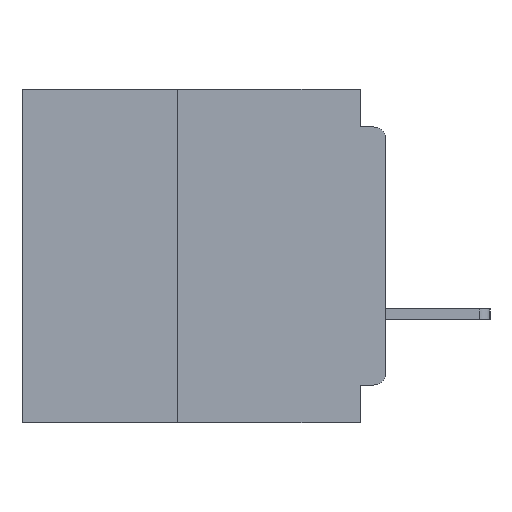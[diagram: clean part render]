
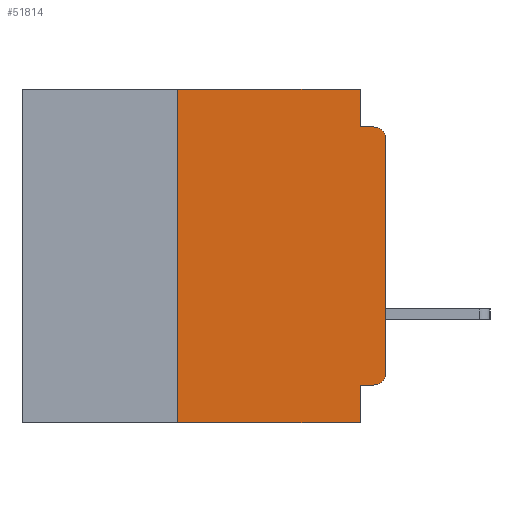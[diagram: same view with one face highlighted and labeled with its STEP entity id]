
A CAD part, left-side view. The second image highlights one B-rep face of the part: STEP entity #51814.
In plain terms, the highlighted planar face has unit normal (-1, 0, 0).
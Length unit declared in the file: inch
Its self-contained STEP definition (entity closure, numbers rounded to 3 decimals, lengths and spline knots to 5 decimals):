
#1576 = LINE ( 'NONE', #37921, #38610 ) ;
#1642 = VERTEX_POINT ( 'NONE', #34798 ) ;
#1736 = AXIS2_PLACEMENT_3D ( 'NONE', #46460, #18775, #51108 ) ;
#2078 = DIRECTION ( 'NONE',  ( 0., 0., 1. ) ) ;
#2688 = CIRCLE ( 'NONE', #32862, 0.015 ) ;
#2692 = VECTOR ( 'NONE', #14698, 39.37008 ) ;
#2913 = DIRECTION ( 'NONE',  ( 1., 0., 0. ) ) ;
#3778 = VERTEX_POINT ( 'NONE', #50695 ) ;
#5087 = CARTESIAN_POINT ( 'NONE',  ( 0., 0.031, 0. ) ) ;
#6000 = EDGE_CURVE ( 'NONE', #17961, #1642, #2688, .T. ) ;
#6308 = ORIENTED_EDGE ( 'NONE', *, *, #37286, .F. ) ;
#9803 = ORIENTED_EDGE ( 'NONE', *, *, #38481, .T. ) ;
#10021 = DIRECTION ( 'NONE',  ( 0., -1., 0. ) ) ;
#11237 = CARTESIAN_POINT ( 'NONE',  ( 0., 0.25, -0.4 ) ) ;
#14666 = CARTESIAN_POINT ( 'NONE',  ( 0., 0.437, -0.4 ) ) ;
#14698 = DIRECTION ( 'NONE',  ( 0., 0., 1. ) ) ;
#17961 = VERTEX_POINT ( 'NONE', #18853 ) ;
#18775 = DIRECTION ( 'NONE',  ( -1., 0., 0. ) ) ;
#18853 = CARTESIAN_POINT ( 'NONE',  ( 0., 0.015, -0.355 ) ) ;
#19348 = ORIENTED_EDGE ( 'NONE', *, *, #33579, .F. ) ;
#19354 = EDGE_CURVE ( 'NONE', #1642, #55140, #27361, .T. ) ;
#20637 = VECTOR ( 'NONE', #10021, 39.37008 ) ;
#20841 = ORIENTED_EDGE ( 'NONE', *, *, #36746, .F. ) ;
#22690 = CARTESIAN_POINT ( 'NONE',  ( 0., 0.015, -0.34 ) ) ;
#22698 = LINE ( 'NONE', #5087, #48780 ) ;
#22795 = CARTESIAN_POINT ( 'NONE',  ( 0., 0.25, -0.4 ) ) ;
#24472 = ORIENTED_EDGE ( 'NONE', *, *, #33428, .F. ) ;
#24812 = LINE ( 'NONE', #28833, #35667 ) ;
#25051 = VECTOR ( 'NONE', #33133, 39.37008 ) ;
#26222 = CARTESIAN_POINT ( 'NONE',  ( 0., 0.25, 0. ) ) ;
#27361 = LINE ( 'NONE', #42222, #2692 ) ;
#27365 = DIRECTION ( 'NONE',  ( 0., 0., -1. ) ) ;
#27938 = LINE ( 'NONE', #42418, #25051 ) ;
#28391 = VECTOR ( 'NONE', #2078, 39.37008 ) ;
#28638 = ORIENTED_EDGE ( 'NONE', *, *, #30251, .F. ) ;
#28833 = CARTESIAN_POINT ( 'NONE',  ( 0., 0., -0.045 ) ) ;
#30251 = EDGE_CURVE ( 'NONE', #30565, #41392, #27938, .T. ) ;
#30565 = VERTEX_POINT ( 'NONE', #26222 ) ;
#32862 = AXIS2_PLACEMENT_3D ( 'NONE', #22690, #55049, #27365 ) ;
#33133 = DIRECTION ( 'NONE',  ( 0., -1., 0. ) ) ;
#33362 = CIRCLE ( 'NONE', #1736, 0.015 ) ;
#33428 = EDGE_CURVE ( 'NONE', #44602, #42601, #24812, .T. ) ;
#33513 = DIRECTION ( 'NONE',  ( 0., -1., 0. ) ) ;
#33565 = EDGE_LOOP ( 'NONE', ( #38044, #9803, #24472, #38934, #28638, #19348, #45337, #6308, #20841, #52502 ) ) ;
#33579 = EDGE_CURVE ( 'NONE', #45056, #30565, #40675, .T. ) ;
#34723 = VERTEX_POINT ( 'NONE', #43681 ) ;
#34798 = CARTESIAN_POINT ( 'NONE',  ( 0., 0., -0.34 ) ) ;
#34803 = CARTESIAN_POINT ( 'NONE',  ( 0., 0.015, -0.045 ) ) ;
#35070 = VECTOR ( 'NONE', #56947, 39.37008 ) ;
#35667 = VECTOR ( 'NONE', #33513, 39.37008 ) ;
#36746 = EDGE_CURVE ( 'NONE', #17961, #34723, #56734, .T. ) ;
#37286 = EDGE_CURVE ( 'NONE', #34723, #3778, #1576, .T. ) ;
#37869 = CARTESIAN_POINT ( 'NONE',  ( 0., 0.031, -0.045 ) ) ;
#37921 = CARTESIAN_POINT ( 'NONE',  ( 0., 0.031, -0.4 ) ) ;
#38044 = ORIENTED_EDGE ( 'NONE', *, *, #19354, .T. ) ;
#38481 = EDGE_CURVE ( 'NONE', #55140, #42601, #33362, .T. ) ;
#38610 = VECTOR ( 'NONE', #42517, 39.37008 ) ;
#38934 = ORIENTED_EDGE ( 'NONE', *, *, #52804, .F. ) ;
#39992 = CARTESIAN_POINT ( 'NONE',  ( 0., 0.437, 0. ) ) ;
#40675 = LINE ( 'NONE', #11237, #28391 ) ;
#41392 = VERTEX_POINT ( 'NONE', #53298 ) ;
#42222 = CARTESIAN_POINT ( 'NONE',  ( 0., 0., 0. ) ) ;
#42418 = CARTESIAN_POINT ( 'NONE',  ( 0., 0.437, 0. ) ) ;
#42517 = DIRECTION ( 'NONE',  ( 0., 0., -1. ) ) ;
#42601 = VERTEX_POINT ( 'NONE', #34803 ) ;
#43681 = CARTESIAN_POINT ( 'NONE',  ( 0., 0.031, -0.355 ) ) ;
#44602 = VERTEX_POINT ( 'NONE', #37869 ) ;
#44648 = PLANE ( 'NONE',  #54542 ) ;
#45056 = VERTEX_POINT ( 'NONE', #22795 ) ;
#45337 = ORIENTED_EDGE ( 'NONE', *, *, #52233, .T. ) ;
#46460 = CARTESIAN_POINT ( 'NONE',  ( 0., 0.015, -0.06 ) ) ;
#46724 = FACE_OUTER_BOUND ( 'NONE', #33565, .T. ) ;
#46771 = DIRECTION ( 'NONE',  ( 0., 0., -1. ) ) ;
#48780 = VECTOR ( 'NONE', #46771, 39.37008 ) ;
#49319 = DIRECTION ( 'NONE',  ( 0., 0., -1. ) ) ;
#50695 = CARTESIAN_POINT ( 'NONE',  ( 0., 0.031, -0.4 ) ) ;
#51108 = DIRECTION ( 'NONE',  ( 0., 0., -1. ) ) ;
#51814 = ADVANCED_FACE ( 'NONE', ( #46724 ), #44648, .F. ) ;
#52233 = EDGE_CURVE ( 'NONE', #45056, #3778, #57535, .T. ) ;
#52298 = CARTESIAN_POINT ( 'NONE',  ( 0., 0., -0.355 ) ) ;
#52502 = ORIENTED_EDGE ( 'NONE', *, *, #6000, .T. ) ;
#52804 = EDGE_CURVE ( 'NONE', #41392, #44602, #22698, .T. ) ;
#53298 = CARTESIAN_POINT ( 'NONE',  ( 0., 0.031, 0. ) ) ;
#54542 = AXIS2_PLACEMENT_3D ( 'NONE', #39992, #2913, #49319 ) ;
#55049 = DIRECTION ( 'NONE',  ( -1., 0., 0. ) ) ;
#55140 = VERTEX_POINT ( 'NONE', #59568 ) ;
#56734 = LINE ( 'NONE', #52298, #35070 ) ;
#56947 = DIRECTION ( 'NONE',  ( 0., 1., 0. ) ) ;
#57535 = LINE ( 'NONE', #14666, #20637 ) ;
#59568 = CARTESIAN_POINT ( 'NONE',  ( 0., 0., -0.06 ) ) ;
